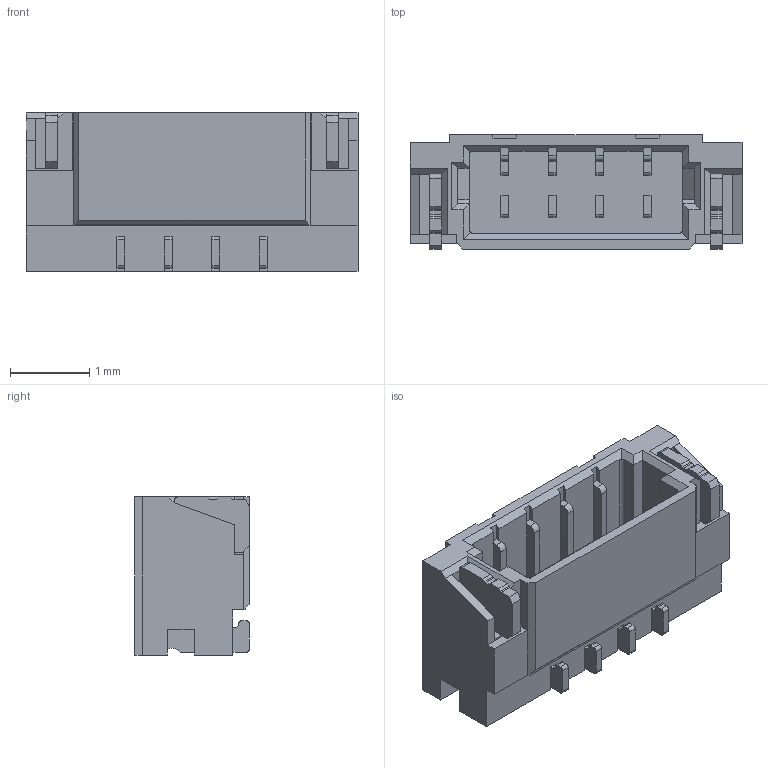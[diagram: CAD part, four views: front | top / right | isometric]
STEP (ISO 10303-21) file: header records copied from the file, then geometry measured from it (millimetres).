
FILE_DESCRIPTION (( 'STEP AP214' ), '1' );
FILE_NAME ('SM04B-XSRS-ETB(LF)(SN).STEP', '2025-11-27T12:30:39', ( '' ), ( '' ), 'SwSTEP 2.0', 'SolidWorks 2023', '' );
FILE_SCHEMA (( 'AUTOMOTIVE_DESIGN' ));
Length unit declared in the file: millimetre
Products named in the file (1): SM04B-XSRS-ETB(LF)(SN)
Bounding box: 4.2 x 1.45 x 2 mm (x, y, z)
Volume: 7 mm3; surface area: 64.8 mm2
Topology: 7 solids, 7 shells, 281 faces, 818 edges, 540 vertices
Faces by surface type: plane 233, cylinder 48
Entity records: 10816 total; most frequent: CARTESIAN_POINT 1664, ORIENTED_EDGE 1636, DIRECTION 1466, EDGE_CURVE 818, LINE 718, VECTOR 718, VERTEX_POINT 540, AXIS2_PLACEMENT_3D 374
